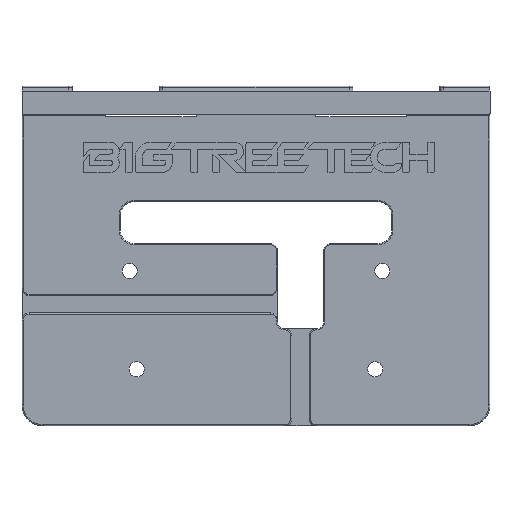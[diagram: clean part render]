
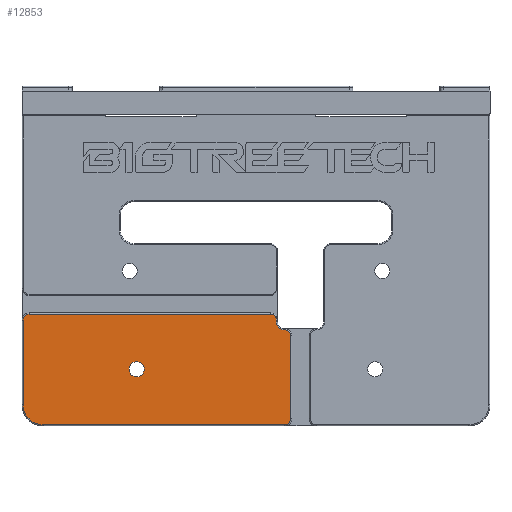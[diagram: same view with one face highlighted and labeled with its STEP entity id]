
A CAD part, top view. The second image highlights one B-rep face of the part: STEP entity #12853.
In plain terms, the highlighted planar face has unit normal (0, 0, 1).
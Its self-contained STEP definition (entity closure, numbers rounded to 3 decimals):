
#281 = VECTOR ( 'NONE', #8780, 1000. ) ;
#375 = CARTESIAN_POINT ( 'NONE',  ( 9.209, -17.806, 5. ) ) ;
#763 = DIRECTION ( 'NONE',  ( 0., 0., 1. ) ) ;
#788 = CIRCLE ( 'NONE', #3900, 1.7 ) ;
#883 = VERTEX_POINT ( 'NONE', #6883 ) ;
#992 = DIRECTION ( 'NONE',  ( 0., 0., 1. ) ) ;
#994 = CARTESIAN_POINT ( 'NONE',  ( 6.827, -14.99, 5. ) ) ;
#1126 = VERTEX_POINT ( 'NONE', #10369 ) ;
#1144 = CARTESIAN_POINT ( 'NONE',  ( 9.209, -43.165, 5. ) ) ;
#1333 = CIRCLE ( 'NONE', #12412, 2.15 ) ;
#1519 = DIRECTION ( 'NONE',  ( 0., 0., 1. ) ) ;
#1615 = EDGE_LOOP ( 'NONE', ( #10551, #14932, #8254, #8497, #1794, #5194, #14731, #1943, #11520, #3323, #12354, #11079 ) ) ;
#1743 = CARTESIAN_POINT ( 'NONE',  ( 61.612, -39.112, 5. ) ) ;
#1794 = ORIENTED_EDGE ( 'NONE', *, *, #12991, .T. ) ;
#1885 = ORIENTED_EDGE ( 'NONE', *, *, #7220, .F. ) ;
#1943 = ORIENTED_EDGE ( 'NONE', *, *, #8106, .T. ) ;
#1948 = EDGE_CURVE ( 'NONE', #14025, #883, #5833, .T. ) ;
#2059 = AXIS2_PLACEMENT_3D ( 'NONE', #4844, #4630, #9483 ) ;
#2129 = EDGE_CURVE ( 'NONE', #11544, #2618, #11905, .T. ) ;
#2192 = VERTEX_POINT ( 'NONE', #9746 ) ;
#2271 = DIRECTION ( 'NONE',  ( 1., 0., 0. ) ) ;
#2277 = CARTESIAN_POINT ( 'NONE',  ( 9.209, -19.506, 5. ) ) ;
#2382 = AXIS2_PLACEMENT_3D ( 'NONE', #10394, #5920, #9411 ) ;
#2618 = VERTEX_POINT ( 'NONE', #8418 ) ;
#2723 = CARTESIAN_POINT ( 'NONE',  ( 9.127, -17.806, 5. ) ) ;
#2842 = DIRECTION ( 'NONE',  ( 1., 0., 0. ) ) ;
#3099 = LINE ( 'NONE', #14526, #281 ) ;
#3323 = ORIENTED_EDGE ( 'NONE', *, *, #1948, .T. ) ;
#3424 = FACE_OUTER_BOUND ( 'NONE', #1615, .T. ) ;
#3516 = EDGE_CURVE ( 'NONE', #11918, #8342, #3099, .T. ) ;
#3576 = LINE ( 'NONE', #7480, #3961 ) ;
#3596 = DIRECTION ( 'NONE',  ( 0., 0., 1. ) ) ;
#3619 = EDGE_CURVE ( 'NONE', #4345, #14025, #788, .T. ) ;
#3664 = LINE ( 'NONE', #13739, #6090 ) ;
#3819 = DIRECTION ( 'NONE',  ( 1., 0., 0. ) ) ;
#3836 = VERTEX_POINT ( 'NONE', #375 ) ;
#3837 = CARTESIAN_POINT ( 'NONE',  ( 9.209, -44.865, 5. ) ) ;
#3900 = AXIS2_PLACEMENT_3D ( 'NONE', #1144, #5711, #2271 ) ;
#3961 = VECTOR ( 'NONE', #10765, 1000. ) ;
#4061 = DIRECTION ( 'NONE',  ( 0., 1., 0. ) ) ;
#4155 = VECTOR ( 'NONE', #10343, 1000. ) ;
#4197 = CARTESIAN_POINT ( 'NONE',  ( 6.827, -14.99, 5. ) ) ;
#4345 = VERTEX_POINT ( 'NONE', #3837 ) ;
#4360 = VECTOR ( 'NONE', #4061, 1000. ) ;
#4478 = VECTOR ( 'NONE', #5751, 1000. ) ;
#4630 = DIRECTION ( 'NONE',  ( 0., 0., 1. ) ) ;
#4844 = CARTESIAN_POINT ( 'NONE',  ( -63.642, -14.99, 5. ) ) ;
#5035 = CARTESIAN_POINT ( 'NONE',  ( -32.988, -29.012, 5. ) ) ;
#5053 = CARTESIAN_POINT ( 'NONE',  ( -65.342, -14.99, 5. ) ) ;
#5194 = ORIENTED_EDGE ( 'NONE', *, *, #3516, .T. ) ;
#5344 = AXIS2_PLACEMENT_3D ( 'NONE', #2277, #992, #11414 ) ;
#5345 = DIRECTION ( 'NONE',  ( 1., 0., 0. ) ) ;
#5416 = EDGE_CURVE ( 'NONE', #10299, #10444, #8974, .T. ) ;
#5711 = DIRECTION ( 'NONE',  ( 0., 0., 1. ) ) ;
#5751 = DIRECTION ( 'NONE',  ( 0., 1., 0. ) ) ;
#5833 = LINE ( 'NONE', #9187, #4478 ) ;
#5872 = DIRECTION ( 'NONE',  ( 1., 0., 0. ) ) ;
#5920 = DIRECTION ( 'NONE',  ( 0., 0., 1. ) ) ;
#5980 = EDGE_LOOP ( 'NONE', ( #1885, #10917 ) ) ;
#6090 = VECTOR ( 'NONE', #7062, 1000. ) ;
#6218 = CIRCLE ( 'NONE', #2382, 5.753 ) ;
#6290 = AXIS2_PLACEMENT_3D ( 'NONE', #7434, #12061, #2842 ) ;
#6434 = VERTEX_POINT ( 'NONE', #4197 ) ;
#6707 = LINE ( 'NONE', #994, #4360 ) ;
#6790 = CIRCLE ( 'NONE', #14303, 1.7 ) ;
#6841 = AXIS2_PLACEMENT_3D ( 'NONE', #1743, #12168, #11037 ) ;
#6883 = CARTESIAN_POINT ( 'NONE',  ( 10.909, -19.506, 5. ) ) ;
#7062 = DIRECTION ( 'NONE',  ( 1., 0., 0. ) ) ;
#7220 = EDGE_CURVE ( 'NONE', #2618, #11544, #1333, .T. ) ;
#7434 = CARTESIAN_POINT ( 'NONE',  ( 9.127, -15.506, 5. ) ) ;
#7480 = CARTESIAN_POINT ( 'NONE',  ( 9.127, -17.806, 5. ) ) ;
#8056 = FACE_BOUND ( 'NONE', #5980, .T. ) ;
#8073 = EDGE_CURVE ( 'NONE', #2192, #8793, #12603, .T. ) ;
#8106 = EDGE_CURVE ( 'NONE', #1126, #4345, #3664, .T. ) ;
#8254 = ORIENTED_EDGE ( 'NONE', *, *, #14604, .T. ) ;
#8342 = VERTEX_POINT ( 'NONE', #9392 ) ;
#8418 = CARTESIAN_POINT ( 'NONE',  ( -35.138, -29.012, 5. ) ) ;
#8497 = ORIENTED_EDGE ( 'NONE', *, *, #8073, .T. ) ;
#8567 = CIRCLE ( 'NONE', #2059, 1.7 ) ;
#8780 = DIRECTION ( 'NONE',  ( 0., -1., 0. ) ) ;
#8793 = VERTEX_POINT ( 'NONE', #13439 ) ;
#8974 = CIRCLE ( 'NONE', #6290, 2.3 ) ;
#9187 = CARTESIAN_POINT ( 'NONE',  ( 10.909, -19.506, 5. ) ) ;
#9360 = CARTESIAN_POINT ( 'NONE',  ( 6.827, -15.506, 5. ) ) ;
#9392 = CARTESIAN_POINT ( 'NONE',  ( -65.342, -39.112, 5. ) ) ;
#9411 = DIRECTION ( 'NONE',  ( 1., 0., 0. ) ) ;
#9446 = EDGE_CURVE ( 'NONE', #8342, #1126, #6218, .T. ) ;
#9483 = DIRECTION ( 'NONE',  ( 1., 0., 0. ) ) ;
#9746 = CARTESIAN_POINT ( 'NONE',  ( 5.127, -13.29, 5. ) ) ;
#10299 = VERTEX_POINT ( 'NONE', #2723 ) ;
#10343 = DIRECTION ( 'NONE',  ( -1., 0., 0. ) ) ;
#10369 = CARTESIAN_POINT ( 'NONE',  ( -59.588, -44.865, 5. ) ) ;
#10394 = CARTESIAN_POINT ( 'NONE',  ( -59.588, -39.112, 5. ) ) ;
#10444 = VERTEX_POINT ( 'NONE', #9360 ) ;
#10551 = ORIENTED_EDGE ( 'NONE', *, *, #5416, .T. ) ;
#10566 = CARTESIAN_POINT ( 'NONE',  ( 61.612, -13.29, 5. ) ) ;
#10573 = CARTESIAN_POINT ( 'NONE',  ( -32.988, -29.012, 5. ) ) ;
#10765 = DIRECTION ( 'NONE',  ( -1., 0., 0. ) ) ;
#10814 = EDGE_CURVE ( 'NONE', #3836, #10299, #3576, .T. ) ;
#10917 = ORIENTED_EDGE ( 'NONE', *, *, #2129, .F. ) ;
#10925 = CIRCLE ( 'NONE', #5344, 1.7 ) ;
#11037 = DIRECTION ( 'NONE',  ( 1., 0., 0. ) ) ;
#11079 = ORIENTED_EDGE ( 'NONE', *, *, #10814, .T. ) ;
#11414 = DIRECTION ( 'NONE',  ( 1., 0., 0. ) ) ;
#11520 = ORIENTED_EDGE ( 'NONE', *, *, #3619, .T. ) ;
#11544 = VERTEX_POINT ( 'NONE', #11827 ) ;
#11827 = CARTESIAN_POINT ( 'NONE',  ( -30.838, -29.012, 5. ) ) ;
#11905 = CIRCLE ( 'NONE', #13129, 2.15 ) ;
#11918 = VERTEX_POINT ( 'NONE', #5053 ) ;
#12061 = DIRECTION ( 'NONE',  ( 0., 0., -1. ) ) ;
#12168 = DIRECTION ( 'NONE',  ( 0., 0., 1. ) ) ;
#12243 = PLANE ( 'NONE',  #6841 ) ;
#12354 = ORIENTED_EDGE ( 'NONE', *, *, #14726, .T. ) ;
#12412 = AXIS2_PLACEMENT_3D ( 'NONE', #10573, #3596, #5872 ) ;
#12456 = CARTESIAN_POINT ( 'NONE',  ( 10.909, -43.165, 5. ) ) ;
#12586 = EDGE_CURVE ( 'NONE', #10444, #6434, #6707, .T. ) ;
#12603 = LINE ( 'NONE', #10566, #4155 ) ;
#12853 = ADVANCED_FACE ( 'NONE', ( #3424, #8056 ), #12243, .T. ) ;
#12991 = EDGE_CURVE ( 'NONE', #8793, #11918, #8567, .T. ) ;
#13129 = AXIS2_PLACEMENT_3D ( 'NONE', #5035, #1519, #3819 ) ;
#13390 = CARTESIAN_POINT ( 'NONE',  ( 5.127, -14.99, 5. ) ) ;
#13439 = CARTESIAN_POINT ( 'NONE',  ( -63.642, -13.29, 5. ) ) ;
#13739 = CARTESIAN_POINT ( 'NONE',  ( 9.209, -44.865, 5. ) ) ;
#14025 = VERTEX_POINT ( 'NONE', #12456 ) ;
#14303 = AXIS2_PLACEMENT_3D ( 'NONE', #13390, #763, #5345 ) ;
#14526 = CARTESIAN_POINT ( 'NONE',  ( -65.342, -39.112, 5. ) ) ;
#14604 = EDGE_CURVE ( 'NONE', #6434, #2192, #6790, .T. ) ;
#14726 = EDGE_CURVE ( 'NONE', #883, #3836, #10925, .T. ) ;
#14731 = ORIENTED_EDGE ( 'NONE', *, *, #9446, .T. ) ;
#14932 = ORIENTED_EDGE ( 'NONE', *, *, #12586, .T. ) ;
